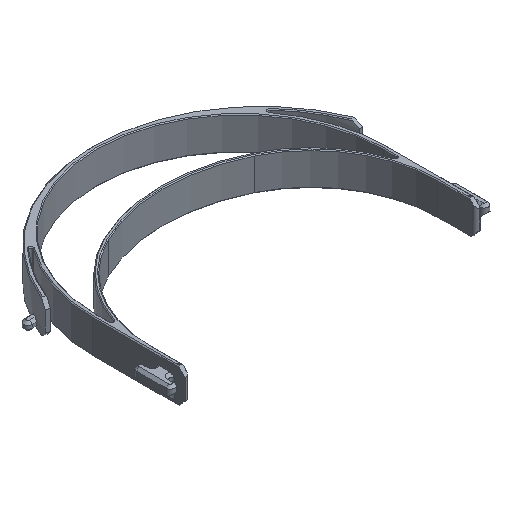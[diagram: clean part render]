
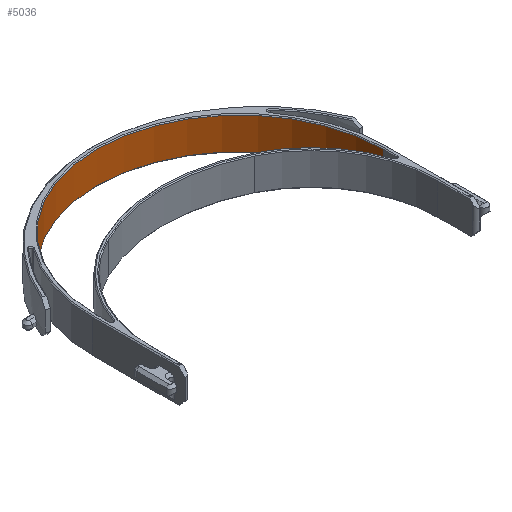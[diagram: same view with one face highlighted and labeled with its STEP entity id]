
A CAD part, isometric view. The second image highlights one B-rep face of the part: STEP entity #5036.
In plain terms, the highlighted cylindrical face has radius 85 mm (diameter 170 mm), a partial arc.
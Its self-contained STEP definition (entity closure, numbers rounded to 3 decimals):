
#303=CARTESIAN_POINT('',(844.508,-9.803,9.5));
#304=DIRECTION('',(0.,0.,-1.));
#305=DIRECTION('',(-1.,0.,0.));
#306=AXIS2_PLACEMENT_3D('',#303,#304,#305);
#1987=CARTESIAN_POINT('',(844.508,-9.803,
-9.24));
#1988=DIRECTION('',(0.,0.,1.));
#1989=DIRECTION('',(1.,0.,0.));
#1990=AXIS2_PLACEMENT_3D('',#1987,#1988,#1989);
#1992=DIRECTION('',(0.,0.,-1.));
#1993=VECTOR('',#1992,18.74);
#1994=CARTESIAN_POINT('',(929.508,-9.803,9.5));
#1995=LINE('',#1994,#1993);
#2004=DIRECTION('',(0.,0.,-1.));
#2005=VECTOR('',#2004,18.74);
#2006=CARTESIAN_POINT('',(759.508,-9.803,9.5));
#2007=LINE('',#2006,#2005);
#2190=CARTESIAN_POINT('',(759.508,-9.803,9.5));
#2191=VERTEX_POINT('',#2190);
#2192=CARTESIAN_POINT('',(929.508,-9.803,9.5));
#2193=VERTEX_POINT('',#2192);
#2438=CARTESIAN_POINT('',(929.508,-9.803,
-9.24));
#2439=VERTEX_POINT('',#2438);
#2442=CARTESIAN_POINT('',(759.508,-9.803,
-9.24));
#2443=VERTEX_POINT('',#2442);
#5024=CARTESIAN_POINT('',(844.508,-9.803,0.));
#5025=DIRECTION('',(0.,0.,1.));
#5026=DIRECTION('',(-1.,0.,0.));
#5027=AXIS2_PLACEMENT_3D('',#5024,#5025,#5026);
#5028=CYLINDRICAL_SURFACE('',#5027,85.);
#5029=ORIENTED_EDGE('',*,*,#2688,.T.);
#5031=ORIENTED_EDGE('',*,*,#5030,.F.);
#5032=ORIENTED_EDGE('',*,*,#2830,.T.);
#5033=ORIENTED_EDGE('',*,*,#2659,.T.);
#5034=EDGE_LOOP('',(#5029,#5031,#5032,#5033));
#5035=FACE_OUTER_BOUND('',#5034,.F.);
#5036=ADVANCED_FACE('',(#5035),#5028,.F.);
#307=CIRCLE('',#306,85.);
#1991=CIRCLE('',#1990,85.);
#2659=EDGE_CURVE('',#2193,#2439,#1995,.T.);
#2688=EDGE_CURVE('',#2439,#2443,#1991,.T.);
#2830=EDGE_CURVE('',#2191,#2193,#307,.T.);
#5030=EDGE_CURVE('',#2191,#2443,#2007,.T.);
